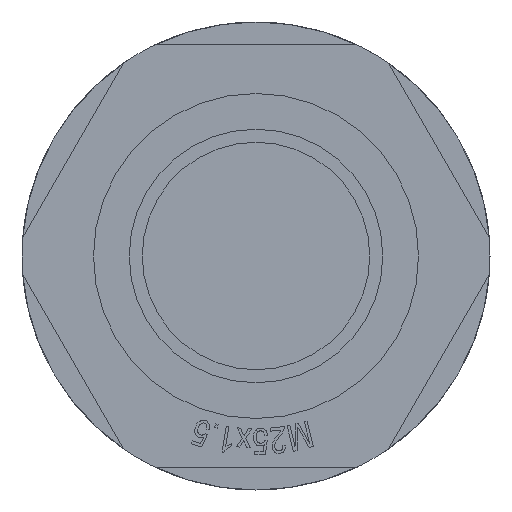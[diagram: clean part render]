
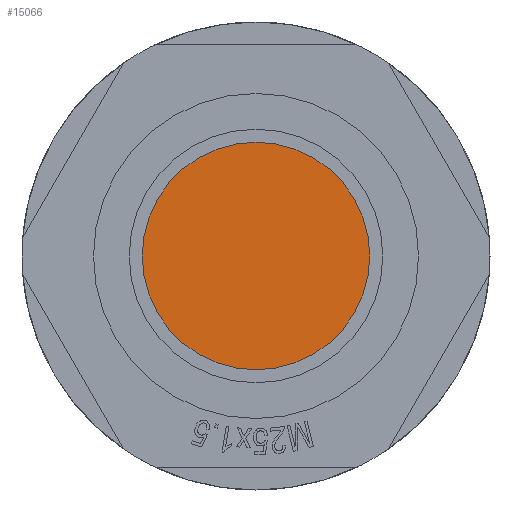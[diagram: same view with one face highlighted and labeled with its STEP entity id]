
A CAD part, front view. The second image highlights one B-rep face of the part: STEP entity #15066.
In plain terms, the highlighted planar face has unit normal (0, -1, 0).
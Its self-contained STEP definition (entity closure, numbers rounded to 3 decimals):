
#1802 = CARTESIAN_POINT ( 'NONE',  ( 0., 46.7, 0. ) ) ;
#2906 = CARTESIAN_POINT ( 'NONE',  ( 8.75, 46.7, 0. ) ) ;
#3236 = DIRECTION ( 'NONE',  ( -1., 0., 0. ) ) ;
#3469 = DIRECTION ( 'NONE',  ( 0., 1., 0. ) ) ;
#3556 = CIRCLE ( 'NONE', #12699, 8.75 ) ;
#3600 = DIRECTION ( 'NONE',  ( 0., -1., 0. ) ) ;
#3912 = VERTEX_POINT ( 'NONE', #2906 ) ;
#6271 = PLANE ( 'NONE',  #8255 ) ;
#6440 = CIRCLE ( 'NONE', #9636, 8.75 ) ;
#6638 = VERTEX_POINT ( 'NONE', #7329 ) ;
#7251 = ORIENTED_EDGE ( 'NONE', *, *, #12217, .T. ) ;
#7329 = CARTESIAN_POINT ( 'NONE',  ( -8.75, 46.7, 0. ) ) ;
#8255 = AXIS2_PLACEMENT_3D ( 'NONE', #12051, #3469, #13480 ) ;
#8310 = FACE_OUTER_BOUND ( 'NONE', #15959, .T. ) ;
#9636 = AXIS2_PLACEMENT_3D ( 'NONE', #1802, #11804, #3236 ) ;
#11804 = DIRECTION ( 'NONE',  ( 0., -1., 0. ) ) ;
#12051 = CARTESIAN_POINT ( 'NONE',  ( 0., 46.7, 0. ) ) ;
#12185 = CARTESIAN_POINT ( 'NONE',  ( 0., 46.7, 0. ) ) ;
#12217 = EDGE_CURVE ( 'NONE', #6638, #3912, #3556, .T. ) ;
#12699 = AXIS2_PLACEMENT_3D ( 'NONE', #12185, #3600, #13628 ) ;
#13480 = DIRECTION ( 'NONE',  ( -1., 0., 0. ) ) ;
#13628 = DIRECTION ( 'NONE',  ( -1., 0., 0. ) ) ;
#15066 = ADVANCED_FACE ( 'NONE', ( #8310 ), #6271, .F. ) ;
#15959 = EDGE_LOOP ( 'NONE', ( #18159, #7251 ) ) ;
#17793 = EDGE_CURVE ( 'NONE', #3912, #6638, #6440, .T. ) ;
#18159 = ORIENTED_EDGE ( 'NONE', *, *, #17793, .T. ) ;
